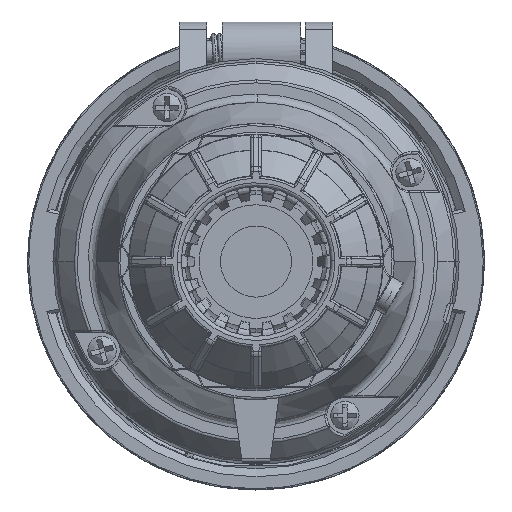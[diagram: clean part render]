
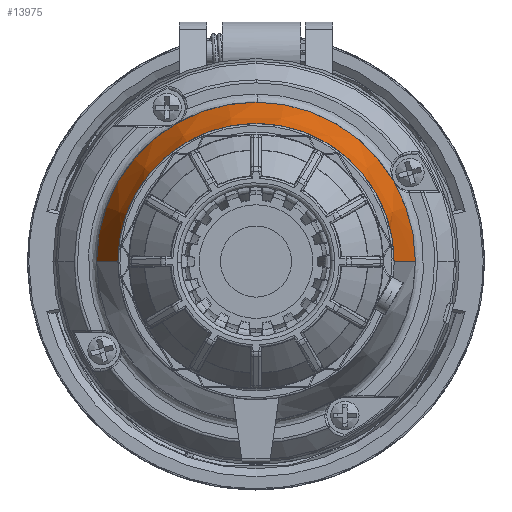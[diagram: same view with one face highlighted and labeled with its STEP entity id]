
A CAD part, front view. The second image highlights one B-rep face of the part: STEP entity #13975.
In plain terms, the highlighted conical face has half-angle 18.853 degrees and reference radius 39.25 mm.
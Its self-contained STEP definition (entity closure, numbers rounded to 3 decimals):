
#513 = ORIENTED_EDGE ( 'NONE', *, *, #41603, .F. ) ;
#2391 = AXIS2_PLACEMENT_3D ( 'NONE', #26812, #51639, #75620 ) ;
#2925 = VERTEX_POINT ( 'NONE', #17598 ) ;
#2983 = AXIS2_PLACEMENT_3D ( 'NONE', #23659, #77745, #41946 ) ;
#6154 = VECTOR ( 'NONE', #40193, 1000. ) ;
#11061 = DIRECTION ( 'NONE',  ( -0.323, 0.946, 0. ) ) ;
#13535 = VECTOR ( 'NONE', #11061, 1000. ) ;
#13975 = ADVANCED_FACE ( 'NONE', ( #37862 ), #42018, .T. ) ;
#14082 = CIRCLE ( 'NONE', #2391, 39.25 ) ;
#14668 = DIRECTION ( 'NONE',  ( -1., 0., 0. ) ) ;
#15398 = ORIENTED_EDGE ( 'NONE', *, *, #69013, .T. ) ;
#15812 = LINE ( 'NONE', #58493, #6154 ) ;
#17430 = VERTEX_POINT ( 'NONE', #72923 ) ;
#17598 = CARTESIAN_POINT ( 'NONE',  ( -39.25, -106.093, 0. ) ) ;
#23409 = EDGE_CURVE ( 'NONE', #42319, #17430, #15812, .T. ) ;
#23620 = LINE ( 'NONE', #54931, #13535 ) ;
#23659 = CARTESIAN_POINT ( 'NONE',  ( 0., -126.3, 0. ) ) ;
#24048 = CARTESIAN_POINT ( 'NONE',  ( 32.35, -126.3, 0. ) ) ;
#26812 = CARTESIAN_POINT ( 'NONE',  ( 0., -106.093, 0. ) ) ;
#28047 = DIRECTION ( 'NONE',  ( 0., 1., 0. ) ) ;
#28858 = ORIENTED_EDGE ( 'NONE', *, *, #76085, .F. ) ;
#37862 = FACE_OUTER_BOUND ( 'NONE', #45503, .T. ) ;
#39676 = ORIENTED_EDGE ( 'NONE', *, *, #23409, .T. ) ;
#40193 = DIRECTION ( 'NONE',  ( 0.323, 0.946, 0. ) ) ;
#41603 = EDGE_CURVE ( 'NONE', #52792, #2925, #23620, .T. ) ;
#41946 = DIRECTION ( 'NONE',  ( 0., 0., 1. ) ) ;
#42018 = CONICAL_SURFACE ( 'NONE', #48586, 39.25, 0.329 ) ;
#42319 = VERTEX_POINT ( 'NONE', #24048 ) ;
#45503 = EDGE_LOOP ( 'NONE', ( #28858, #39676, #15398, #513 ) ) ;
#48586 = AXIS2_PLACEMENT_3D ( 'NONE', #62651, #28047, #14668 ) ;
#51639 = DIRECTION ( 'NONE',  ( 0., -1., 0. ) ) ;
#52792 = VERTEX_POINT ( 'NONE', #78278 ) ;
#54931 = CARTESIAN_POINT ( 'NONE',  ( -39.25, -106.093, 0. ) ) ;
#58493 = CARTESIAN_POINT ( 'NONE',  ( 39.25, -106.093, 0. ) ) ;
#62651 = CARTESIAN_POINT ( 'NONE',  ( 0., -106.093, 0. ) ) ;
#69013 = EDGE_CURVE ( 'NONE', #17430, #2925, #14082, .T. ) ;
#72923 = CARTESIAN_POINT ( 'NONE',  ( 39.25, -106.093, 0. ) ) ;
#73036 = CIRCLE ( 'NONE', #2983, 32.35 ) ;
#75620 = DIRECTION ( 'NONE',  ( 0., 0., 1. ) ) ;
#76085 = EDGE_CURVE ( 'NONE', #42319, #52792, #73036, .T. ) ;
#77745 = DIRECTION ( 'NONE',  ( 0., -1., 0. ) ) ;
#78278 = CARTESIAN_POINT ( 'NONE',  ( -32.35, -126.3, 0. ) ) ;
